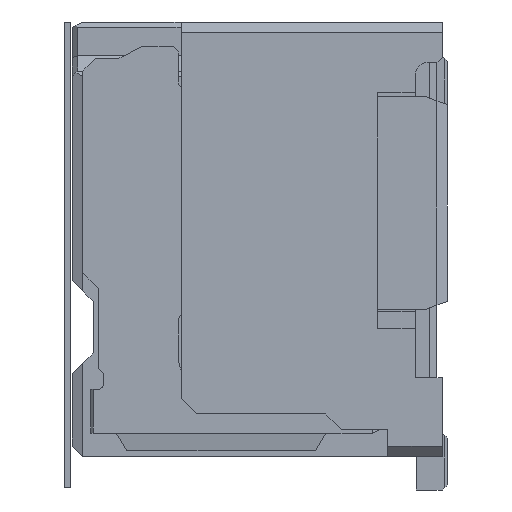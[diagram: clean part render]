
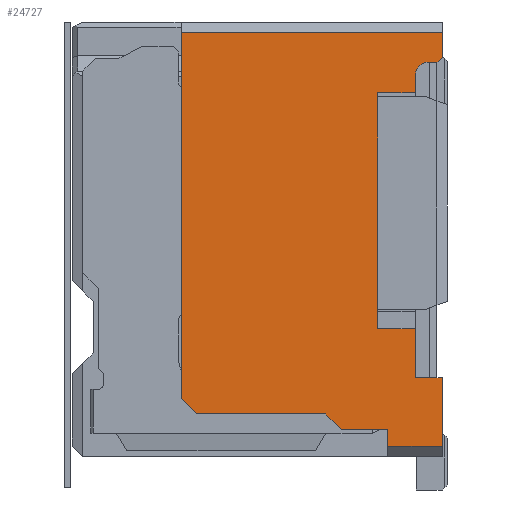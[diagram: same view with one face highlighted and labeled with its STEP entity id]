
A CAD part, left-side view. The second image highlights one B-rep face of the part: STEP entity #24727.
In plain terms, the highlighted planar face has unit normal (-1, 0, 0).
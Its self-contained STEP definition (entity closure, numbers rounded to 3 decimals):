
#7280=DIRECTION('',(0.,-1.,0.));
#7281=VECTOR('',#7280,1.05);
#7282=CARTESIAN_POINT('',(-177.275,-26.45,-499.22));
#7283=LINE('',#7282,#7281);
#7284=DIRECTION('',(0.,0.,-1.));
#7285=VECTOR('',#7284,0.32);
#7286=CARTESIAN_POINT('',(-177.275,-26.45,-498.9));
#7287=LINE('',#7286,#7285);
#7288=DIRECTION('',(0.,-0.707,-0.707));
#7289=VECTOR('',#7288,0.424);
#7290=CARTESIAN_POINT('',(-177.275,-25.25,-498.6));
#7291=LINE('',#7290,#7289);
#7292=DIRECTION('',(0.,-0.707,-0.707));
#7293=VECTOR('',#7292,0.424);
#7294=CARTESIAN_POINT('',(-177.275,-22.45,-498.3));
#7295=LINE('',#7294,#7293);
#7296=DIRECTION('',(0.,0.,-1.));
#7297=VECTOR('',#7296,7.08);
#7298=CARTESIAN_POINT('',(-177.275,-22.45,-491.22));
#7299=LINE('',#7298,#7297);
#7300=DIRECTION('',(0.,1.,0.));
#7301=VECTOR('',#7300,5.05);
#7302=CARTESIAN_POINT('',(-177.275,-27.5,-491.22));
#7303=LINE('',#7302,#7301);
#7304=DIRECTION('',(0.,-0.707,0.707));
#7305=VECTOR('',#7304,0.141);
#7306=CARTESIAN_POINT('',(-177.275,-27.4,-491.8));
#7307=LINE('',#7306,#7305);
#7308=DIRECTION('',(0.,-1.,0.));
#7309=VECTOR('',#7308,0.17);
#7310=CARTESIAN_POINT('',(-177.275,-27.23,-491.8));
#7311=LINE('',#7310,#7309);
#7312=CARTESIAN_POINT('',(-177.275,-27.23,-492.05));
#7313=DIRECTION('',(1.,0.,0.));
#7314=DIRECTION('',(0.,1.,0.));
#7315=AXIS2_PLACEMENT_3D('',#7312,#7313,#7314);
#7317=DIRECTION('',(0.,0.,1.));
#7318=VECTOR('',#7317,4.56);
#7319=CARTESIAN_POINT('',(-177.275,-26.25,-496.95));
#7320=LINE('',#7319,#7318);
#7321=DIRECTION('',(0.,1.,0.));
#7322=VECTOR('',#7321,0.52);
#7323=CARTESIAN_POINT('',(-177.275,-27.5,-497.9));
#7324=LINE('',#7323,#7322);
#7341=DIRECTION('',(0.,0.,-1.));
#7342=VECTOR('',#7341,1.32);
#7343=CARTESIAN_POINT('',(-177.275,-27.5,-497.9));
#7344=LINE('',#7343,#7342);
#9127=DIRECTION('',(0.,1.,0.));
#9128=VECTOR('',#9127,2.5);
#9129=CARTESIAN_POINT('',(-177.275,-25.25,-498.6));
#9130=LINE('',#9129,#9128);
#9139=DIRECTION('',(0.,1.,0.));
#9140=VECTOR('',#9139,0.9);
#9141=CARTESIAN_POINT('',(-177.275,-26.45,-498.9));
#9142=LINE('',#9141,#9140);
#9155=DIRECTION('',(0.,0.,-1.));
#9156=VECTOR('',#9155,0.48);
#9157=CARTESIAN_POINT('',(-177.275,-27.5,-491.22));
#9158=LINE('',#9157,#9156);
#9211=DIRECTION('',(0.,0.,-1.));
#9212=VECTOR('',#9211,0.34);
#9213=CARTESIAN_POINT('',(-177.275,-26.98,-492.05));
#9214=LINE('',#9213,#9212);
#9219=DIRECTION('',(0.,0.,-1.));
#9220=VECTOR('',#9219,0.95);
#9221=CARTESIAN_POINT('',(-177.275,-26.98,-496.95));
#9222=LINE('',#9221,#9220);
#9227=DIRECTION('',(0.,-1.,0.));
#9228=VECTOR('',#9227,0.73);
#9229=CARTESIAN_POINT('',(-177.275,-26.25,-496.95));
#9230=LINE('',#9229,#9228);
#9259=DIRECTION('',(0.,1.,0.));
#9260=VECTOR('',#9259,0.73);
#9261=CARTESIAN_POINT('',(-177.275,-26.98,-492.39));
#9262=LINE('',#9261,#9260);
#11445=CARTESIAN_POINT('',(-177.275,-22.45,-498.3));
#11447=VERTEX_POINT('',#11445);
#11450=CARTESIAN_POINT('',(-177.275,-22.75,-498.6));
#11451=VERTEX_POINT('',#11450);
#11998=CARTESIAN_POINT('',(-177.275,-22.45,-491.22));
#11999=VERTEX_POINT('',#11998);
#12018=CARTESIAN_POINT('',(-177.275,-26.25,-496.95));
#12019=VERTEX_POINT('',#12018);
#12020=CARTESIAN_POINT('',(-177.275,-26.98,-496.95));
#12021=VERTEX_POINT('',#12020);
#12028=CARTESIAN_POINT('',(-177.275,-26.25,-492.39));
#12029=VERTEX_POINT('',#12028);
#12457=CARTESIAN_POINT('',(-177.275,-25.25,-498.6));
#12458=VERTEX_POINT('',#12457);
#12459=CARTESIAN_POINT('',(-177.275,-25.55,-498.9));
#12460=VERTEX_POINT('',#12459);
#12587=CARTESIAN_POINT('',(-177.275,-27.4,-491.8));
#12588=VERTEX_POINT('',#12587);
#12589=CARTESIAN_POINT('',(-177.275,-27.23,-491.8));
#12590=VERTEX_POINT('',#12589);
#13235=CARTESIAN_POINT('',(-177.275,-26.45,-499.22));
#13236=VERTEX_POINT('',#13235);
#13237=CARTESIAN_POINT('',(-177.275,-26.45,-498.9));
#13238=VERTEX_POINT('',#13237);
#13241=CARTESIAN_POINT('',(-177.275,-27.5,-499.22));
#13242=VERTEX_POINT('',#13241);
#13243=CARTESIAN_POINT('',(-177.275,-27.5,-497.9));
#13244=VERTEX_POINT('',#13243);
#13245=CARTESIAN_POINT('',(-177.275,-26.98,-497.9));
#13246=VERTEX_POINT('',#13245);
#13247=CARTESIAN_POINT('',(-177.275,-26.98,-492.39));
#13248=VERTEX_POINT('',#13247);
#13249=CARTESIAN_POINT('',(-177.275,-26.98,-492.05));
#13250=VERTEX_POINT('',#13249);
#13251=CARTESIAN_POINT('',(-177.275,-27.5,-491.7));
#13252=VERTEX_POINT('',#13251);
#13253=CARTESIAN_POINT('',(-177.275,-27.5,-491.22));
#13254=VERTEX_POINT('',#13253);
#24686=CARTESIAN_POINT('',(-177.275,-24.55,-491.17));
#24687=DIRECTION('',(-1.,0.,0.));
#24688=DIRECTION('',(0.,0.,-1.));
#24689=AXIS2_PLACEMENT_3D('',#24686,#24687,#24688);
#24690=PLANE('',#24689);
#24692=ORIENTED_EDGE('',*,*,#24691,.F.);
#24694=ORIENTED_EDGE('',*,*,#24693,.F.);
#24696=ORIENTED_EDGE('',*,*,#24695,.T.);
#24698=ORIENTED_EDGE('',*,*,#24697,.F.);
#24700=ORIENTED_EDGE('',*,*,#24699,.T.);
#24701=ORIENTED_EDGE('',*,*,#24677,.F.);
#24702=ORIENTED_EDGE('',*,*,#24666,.F.);
#24704=ORIENTED_EDGE('',*,*,#24703,.F.);
#24706=ORIENTED_EDGE('',*,*,#24705,.T.);
#24708=ORIENTED_EDGE('',*,*,#24707,.F.);
#24709=ORIENTED_EDGE('',*,*,#19879,.F.);
#24711=ORIENTED_EDGE('',*,*,#24710,.F.);
#24713=ORIENTED_EDGE('',*,*,#24712,.T.);
#24715=ORIENTED_EDGE('',*,*,#24714,.T.);
#24717=ORIENTED_EDGE('',*,*,#24716,.F.);
#24719=ORIENTED_EDGE('',*,*,#24718,.T.);
#24721=ORIENTED_EDGE('',*,*,#24720,.T.);
#24722=ORIENTED_EDGE('',*,*,#19922,.F.);
#24724=ORIENTED_EDGE('',*,*,#24723,.T.);
#24725=EDGE_LOOP('',(#24692,#24694,#24696,#24698,#24700,#24701,#24702,#24704,
#24706,#24708,#24709,#24711,#24713,#24715,#24717,#24719,#24721,#24722,#24724));
#24726=FACE_OUTER_BOUND('',#24725,.F.);
#24727=ADVANCED_FACE('',(#24726),#24690,.T.);
#7316=CIRCLE('',#7315,0.25);
#19879=EDGE_CURVE('',#12590,#12588,#7311,.T.);
#19922=EDGE_CURVE('',#13244,#13246,#7324,.T.);
#24666=EDGE_CURVE('',#11999,#11447,#7299,.T.);
#24677=EDGE_CURVE('',#11447,#11451,#7295,.T.);
#24691=EDGE_CURVE('',#13236,#13242,#7283,.T.);
#24693=EDGE_CURVE('',#13238,#13236,#7287,.T.);
#24695=EDGE_CURVE('',#13238,#12460,#9142,.T.);
#24697=EDGE_CURVE('',#12458,#12460,#7291,.T.);
#24699=EDGE_CURVE('',#12458,#11451,#9130,.T.);
#24703=EDGE_CURVE('',#13254,#11999,#7303,.T.);
#24705=EDGE_CURVE('',#13254,#13252,#9158,.T.);
#24707=EDGE_CURVE('',#12588,#13252,#7307,.T.);
#24710=EDGE_CURVE('',#13250,#12590,#7316,.T.);
#24712=EDGE_CURVE('',#13250,#13248,#9214,.T.);
#24714=EDGE_CURVE('',#13248,#12029,#9262,.T.);
#24716=EDGE_CURVE('',#12019,#12029,#7320,.T.);
#24718=EDGE_CURVE('',#12019,#12021,#9230,.T.);
#24720=EDGE_CURVE('',#12021,#13246,#9222,.T.);
#24723=EDGE_CURVE('',#13244,#13242,#7344,.T.);
